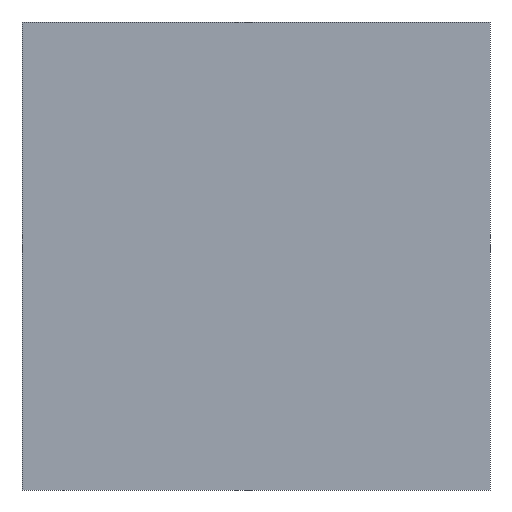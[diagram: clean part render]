
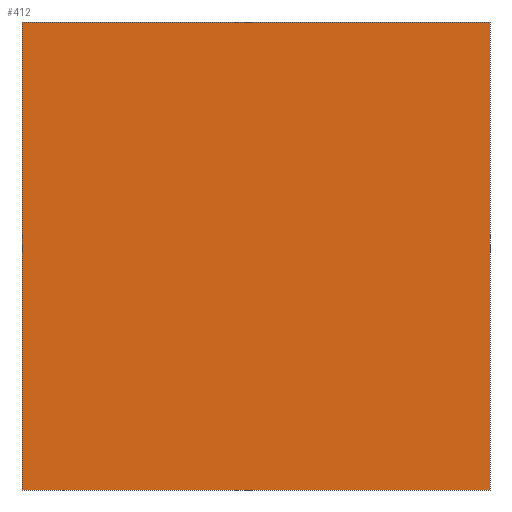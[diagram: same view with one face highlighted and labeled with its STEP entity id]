
A CAD part, front view. The second image highlights one B-rep face of the part: STEP entity #412.
In plain terms, the highlighted planar face has unit normal (0, -1, 0).
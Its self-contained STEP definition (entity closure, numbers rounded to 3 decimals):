
#373=CARTESIAN_POINT('Axis2P3D Location',(0.,0.,0.)) ;
#378=CARTESIAN_POINT('Line Origine',(-9.,0.,0.)) ;
#382=CARTESIAN_POINT('Vertex',(-9.,0.,-9.)) ;
#384=CARTESIAN_POINT('Vertex',(-9.,0.,9.)) ;
#387=CARTESIAN_POINT('Line Origine',(0.,0.,-9.)) ;
#391=CARTESIAN_POINT('Vertex',(9.,0.,-9.)) ;
#394=CARTESIAN_POINT('Line Origine',(9.,0.,0.)) ;
#398=CARTESIAN_POINT('Vertex',(9.,0.,9.)) ;
#401=CARTESIAN_POINT('Line Origine',(0.,0.,9.)) ;
#380=VECTOR('Line Direction',#379,1.) ;
#389=VECTOR('Line Direction',#388,1.) ;
#396=VECTOR('Line Direction',#395,1.) ;
#403=VECTOR('Line Direction',#402,1.) ;
#374=DIRECTION('Axis2P3D Direction',(0.,1.,-0.)) ;
#375=DIRECTION('Axis2P3D XDirection',(-1.,0.,0.)) ;
#379=DIRECTION('Vector Direction',(0.,0.,-1.)) ;
#388=DIRECTION('Vector Direction',(1.,0.,0.)) ;
#395=DIRECTION('Vector Direction',(0.,0.,1.)) ;
#402=DIRECTION('Vector Direction',(-1.,0.,0.)) ;
#376=AXIS2_PLACEMENT_3D('Plane Axis2P3D',#373,#374,#375) ;
#381=LINE('Line',#378,#380) ;
#390=LINE('Line',#387,#389) ;
#397=LINE('Line',#394,#396) ;
#404=LINE('Line',#401,#403) ;
#377=PLANE('',#376) ;
#386=EDGE_CURVE('',#383,#385,#381,.F.) ;
#393=EDGE_CURVE('',#392,#383,#390,.F.) ;
#400=EDGE_CURVE('',#399,#392,#397,.F.) ;
#405=EDGE_CURVE('',#385,#399,#404,.F.) ;
#407=ORIENTED_EDGE('',*,*,#386,.F.) ;
#408=ORIENTED_EDGE('',*,*,#393,.F.) ;
#409=ORIENTED_EDGE('',*,*,#400,.F.) ;
#410=ORIENTED_EDGE('',*,*,#405,.F.) ;
#406=EDGE_LOOP('',(#407,#408,#409,#410)) ;
#383=VERTEX_POINT('',#382) ;
#385=VERTEX_POINT('',#384) ;
#392=VERTEX_POINT('',#391) ;
#399=VERTEX_POINT('',#398) ;
#412=ADVANCED_FACE('Corps principal',(#411),#377,.F.) ;
#411=FACE_OUTER_BOUND('',#406,.T.) ;
